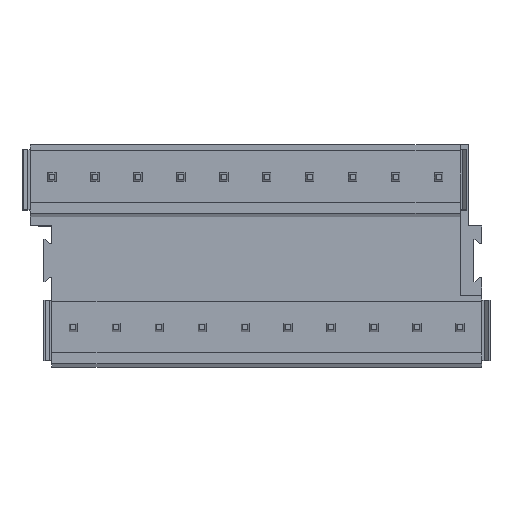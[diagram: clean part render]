
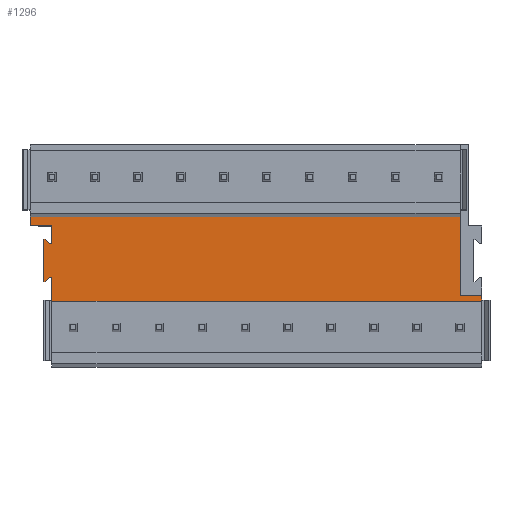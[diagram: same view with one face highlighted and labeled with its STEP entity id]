
A CAD part, top view. The second image highlights one B-rep face of the part: STEP entity #1296.
In plain terms, the highlighted planar face has unit normal (0, 0, 1).
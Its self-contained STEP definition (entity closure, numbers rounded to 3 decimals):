
#765=AXIS2_PLACEMENT_3D('Plane Axis2P3D',#762,#763,#764) ;
#42=CARTESIAN_POINT('Vertex',(3.54,14.6,15.2)) ;
#45=CARTESIAN_POINT('Line Origine',(3.54,15.65,15.2)) ;
#49=CARTESIAN_POINT('Vertex',(3.54,16.7,15.2)) ;
#82=CARTESIAN_POINT('Vertex',(3.54,10.6,15.2)) ;
#85=CARTESIAN_POINT('Line Origine',(3.39,10.6,15.2)) ;
#89=CARTESIAN_POINT('Vertex',(3.24,10.6,15.2)) ;
#116=CARTESIAN_POINT('Line Origine',(3.005,10.35,15.2)) ;
#120=CARTESIAN_POINT('Vertex',(2.77,10.1,15.2)) ;
#147=CARTESIAN_POINT('Line Origine',(2.655,10.1,15.2)) ;
#151=CARTESIAN_POINT('Vertex',(2.54,10.1,15.2)) ;
#178=CARTESIAN_POINT('Line Origine',(2.54,12.6,15.2)) ;
#182=CARTESIAN_POINT('Vertex',(2.54,15.1,15.2)) ;
#209=CARTESIAN_POINT('Line Origine',(2.655,15.1,15.2)) ;
#213=CARTESIAN_POINT('Vertex',(2.77,15.1,15.2)) ;
#240=CARTESIAN_POINT('Line Origine',(3.005,14.85,15.2)) ;
#244=CARTESIAN_POINT('Vertex',(3.24,14.6,15.2)) ;
#271=CARTESIAN_POINT('Line Origine',(3.39,14.6,15.2)) ;
#299=CARTESIAN_POINT('Vertex',(3.54,7.8,15.2)) ;
#327=CARTESIAN_POINT('Vertex',(54.34,7.8,15.2)) ;
#330=CARTESIAN_POINT('Line Origine',(28.94,7.8,15.2)) ;
#762=CARTESIAN_POINT('Axis2P3D Location',(1.,0.4,15.2)) ;
#929=CARTESIAN_POINT('Line Origine',(3.54,9.2,15.2)) ;
#1139=CARTESIAN_POINT('Vertex',(1.,16.7,15.2)) ;
#1142=CARTESIAN_POINT('Line Origine',(1.,17.64,15.2)) ;
#1146=CARTESIAN_POINT('Vertex',(1.,18.58,15.2)) ;
#1247=CARTESIAN_POINT('Line Origine',(53.07,8.5,15.2)) ;
#1251=CARTESIAN_POINT('Vertex',(54.34,8.5,15.2)) ;
#1253=CARTESIAN_POINT('Vertex',(51.8,8.5,15.2)) ;
#1256=CARTESIAN_POINT('Line Origine',(51.8,13.54,15.2)) ;
#1260=CARTESIAN_POINT('Vertex',(51.8,18.58,15.2)) ;
#1263=CARTESIAN_POINT('Line Origine',(26.4,18.58,15.2)) ;
#1268=CARTESIAN_POINT('Line Origine',(2.27,16.7,15.2)) ;
#1273=CARTESIAN_POINT('Line Origine',(54.34,8.15,15.2)) ;
#46=DIRECTION('Vector Direction',(0.,1.,0.)) ;
#86=DIRECTION('Vector Direction',(-1.,0.,0.)) ;
#117=DIRECTION('Vector Direction',(-0.685,-0.729,0.)) ;
#148=DIRECTION('Vector Direction',(-1.,0.,0.)) ;
#179=DIRECTION('Vector Direction',(0.,1.,0.)) ;
#210=DIRECTION('Vector Direction',(1.,0.,0.)) ;
#241=DIRECTION('Vector Direction',(0.685,-0.729,0.)) ;
#272=DIRECTION('Vector Direction',(1.,0.,0.)) ;
#331=DIRECTION('Vector Direction',(1.,0.,0.)) ;
#763=DIRECTION('Axis2P3D Direction',(0.,0.,-1.)) ;
#764=DIRECTION('Axis2P3D XDirection',(0.,1.,0.)) ;
#930=DIRECTION('Vector Direction',(0.,-1.,0.)) ;
#1143=DIRECTION('Vector Direction',(0.,1.,0.)) ;
#1248=DIRECTION('Vector Direction',(-1.,0.,0.)) ;
#1257=DIRECTION('Vector Direction',(0.,-1.,0.)) ;
#1264=DIRECTION('Vector Direction',(1.,0.,0.)) ;
#1269=DIRECTION('Vector Direction',(1.,0.,0.)) ;
#1274=DIRECTION('Vector Direction',(0.,1.,0.)) ;
#47=VECTOR('Line Direction',#46,1.) ;
#87=VECTOR('Line Direction',#86,1.) ;
#118=VECTOR('Line Direction',#117,1.) ;
#149=VECTOR('Line Direction',#148,1.) ;
#180=VECTOR('Line Direction',#179,1.) ;
#211=VECTOR('Line Direction',#210,1.) ;
#242=VECTOR('Line Direction',#241,1.) ;
#273=VECTOR('Line Direction',#272,1.) ;
#332=VECTOR('Line Direction',#331,1.) ;
#931=VECTOR('Line Direction',#930,1.) ;
#1144=VECTOR('Line Direction',#1143,1.) ;
#1249=VECTOR('Line Direction',#1248,1.) ;
#1258=VECTOR('Line Direction',#1257,1.) ;
#1265=VECTOR('Line Direction',#1264,1.) ;
#1270=VECTOR('Line Direction',#1269,1.) ;
#1275=VECTOR('Line Direction',#1274,1.) ;
#1279=ORIENTED_EDGE('',*,*,#1255,.T.) ;
#1280=ORIENTED_EDGE('',*,*,#1262,.F.) ;
#1281=ORIENTED_EDGE('',*,*,#1267,.F.) ;
#1282=ORIENTED_EDGE('',*,*,#1148,.F.) ;
#1283=ORIENTED_EDGE('',*,*,#1272,.T.) ;
#1284=ORIENTED_EDGE('',*,*,#51,.F.) ;
#1285=ORIENTED_EDGE('',*,*,#275,.F.) ;
#1286=ORIENTED_EDGE('',*,*,#246,.F.) ;
#1287=ORIENTED_EDGE('',*,*,#215,.F.) ;
#1288=ORIENTED_EDGE('',*,*,#184,.F.) ;
#1289=ORIENTED_EDGE('',*,*,#153,.F.) ;
#1290=ORIENTED_EDGE('',*,*,#122,.F.) ;
#1291=ORIENTED_EDGE('',*,*,#91,.F.) ;
#1292=ORIENTED_EDGE('',*,*,#933,.T.) ;
#1293=ORIENTED_EDGE('',*,*,#334,.T.) ;
#1294=ORIENTED_EDGE('',*,*,#1277,.T.) ;
#1296=ADVANCED_FACE('Housing',(#1295),#766,.F.) ;
#51=EDGE_CURVE('',#43,#50,#48,.T.) ;
#91=EDGE_CURVE('',#83,#90,#88,.T.) ;
#122=EDGE_CURVE('',#90,#121,#119,.T.) ;
#153=EDGE_CURVE('',#121,#152,#150,.T.) ;
#184=EDGE_CURVE('',#152,#183,#181,.T.) ;
#215=EDGE_CURVE('',#183,#214,#212,.T.) ;
#246=EDGE_CURVE('',#214,#245,#243,.T.) ;
#275=EDGE_CURVE('',#245,#43,#274,.T.) ;
#334=EDGE_CURVE('',#300,#328,#333,.T.) ;
#933=EDGE_CURVE('',#83,#300,#932,.T.) ;
#1148=EDGE_CURVE('',#1140,#1147,#1145,.T.) ;
#1255=EDGE_CURVE('',#1252,#1254,#1250,.T.) ;
#1262=EDGE_CURVE('',#1261,#1254,#1259,.T.) ;
#1267=EDGE_CURVE('',#1147,#1261,#1266,.T.) ;
#1272=EDGE_CURVE('',#1140,#50,#1271,.T.) ;
#1277=EDGE_CURVE('',#328,#1252,#1276,.T.) ;
#1278=EDGE_LOOP('',(#1279,#1280,#1281,#1282,#1283,#1284,#1285,#1286,#1287,#1288,#1289,#1290,#1291,#1292,#1293,#1294)) ;
#1295=FACE_OUTER_BOUND('',#1278,.T.) ;
#48=LINE('Line',#45,#47) ;
#88=LINE('Line',#85,#87) ;
#119=LINE('Line',#116,#118) ;
#150=LINE('Line',#147,#149) ;
#181=LINE('Line',#178,#180) ;
#212=LINE('Line',#209,#211) ;
#243=LINE('Line',#240,#242) ;
#274=LINE('Line',#271,#273) ;
#333=LINE('Line',#330,#332) ;
#932=LINE('Line',#929,#931) ;
#1145=LINE('Line',#1142,#1144) ;
#1250=LINE('Line',#1247,#1249) ;
#1259=LINE('Line',#1256,#1258) ;
#1266=LINE('Line',#1263,#1265) ;
#1271=LINE('Line',#1268,#1270) ;
#1276=LINE('Line',#1273,#1275) ;
#766=PLANE('',#765) ;
#43=VERTEX_POINT('',#42) ;
#50=VERTEX_POINT('',#49) ;
#83=VERTEX_POINT('',#82) ;
#90=VERTEX_POINT('',#89) ;
#121=VERTEX_POINT('',#120) ;
#152=VERTEX_POINT('',#151) ;
#183=VERTEX_POINT('',#182) ;
#214=VERTEX_POINT('',#213) ;
#245=VERTEX_POINT('',#244) ;
#300=VERTEX_POINT('',#299) ;
#328=VERTEX_POINT('',#327) ;
#1140=VERTEX_POINT('',#1139) ;
#1147=VERTEX_POINT('',#1146) ;
#1252=VERTEX_POINT('',#1251) ;
#1254=VERTEX_POINT('',#1253) ;
#1261=VERTEX_POINT('',#1260) ;
